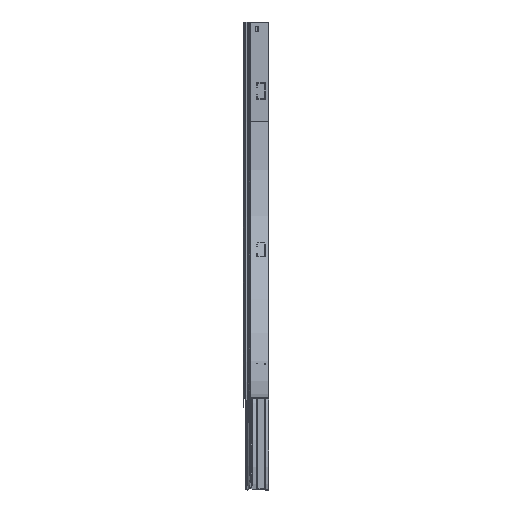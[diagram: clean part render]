
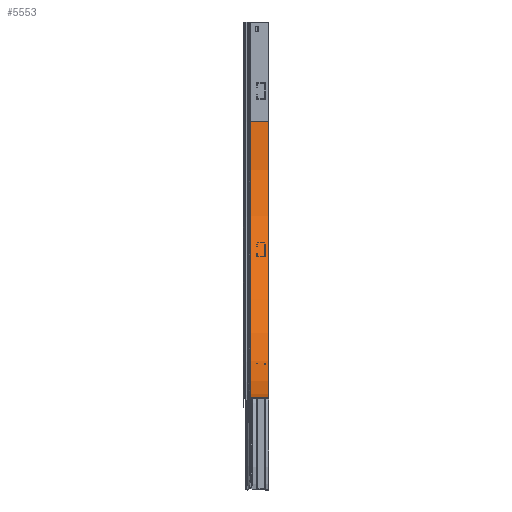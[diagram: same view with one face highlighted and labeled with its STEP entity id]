
A CAD part, left-side view. The second image highlights one B-rep face of the part: STEP entity #5553.
In plain terms, the highlighted cylindrical face has radius 600 mm (diameter 1200 mm), a partial arc.
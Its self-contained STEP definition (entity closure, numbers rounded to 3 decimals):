
#565 = EDGE_CURVE ( 'NONE', #7020, #2747, #6536, .T. ) ;
#580 = CARTESIAN_POINT ( 'NONE',  ( 0., 39.499, 0. ) ) ;
#650 = CARTESIAN_POINT ( 'NONE',  ( 0., 0., 0. ) ) ;
#882 = DIRECTION ( 'NONE',  ( 0., 1., 0. ) ) ;
#997 = LINE ( 'NONE', #5882, #1557 ) ;
#1060 = ORIENTED_EDGE ( 'NONE', *, *, #565, .T. ) ;
#1168 = CARTESIAN_POINT ( 'NONE',  ( 600., 0., 0. ) ) ;
#1308 = AXIS2_PLACEMENT_3D ( 'NONE', #1430, #882, #2036 ) ;
#1336 = AXIS2_PLACEMENT_3D ( 'NONE', #650, #7187, #3499 ) ;
#1430 = CARTESIAN_POINT ( 'NONE',  ( 0., 0., 0. ) ) ;
#1557 = VECTOR ( 'NONE', #2123, 1000. ) ;
#2036 = DIRECTION ( 'NONE',  ( 0., 0., 1. ) ) ;
#2123 = DIRECTION ( 'NONE',  ( 0., 1., 0. ) ) ;
#2251 = VERTEX_POINT ( 'NONE', #5991 ) ;
#2440 = VERTEX_POINT ( 'NONE', #5651 ) ;
#2747 = VERTEX_POINT ( 'NONE', #1168 ) ;
#3243 = CARTESIAN_POINT ( 'NONE',  ( 0., 0., -600. ) ) ;
#3456 = VECTOR ( 'NONE', #7116, 1000. ) ;
#3499 = DIRECTION ( 'NONE',  ( 1., 0., 0. ) ) ;
#3519 = FACE_OUTER_BOUND ( 'NONE', #5810, .T. ) ;
#3575 = CARTESIAN_POINT ( 'NONE',  ( 600., 2.2, 0. ) ) ;
#3612 = CYLINDRICAL_SURFACE ( 'NONE', #1308, 600. ) ;
#3766 = DIRECTION ( 'NONE',  ( 0., 1., 0. ) ) ;
#3902 = EDGE_CURVE ( 'NONE', #2747, #2440, #6636, .T. ) ;
#3963 = CIRCLE ( 'NONE', #5454, 600. ) ;
#4139 = DIRECTION ( 'NONE',  ( 1., 0., 0. ) ) ;
#5454 = AXIS2_PLACEMENT_3D ( 'NONE', #580, #3766, #4139 ) ;
#5553 = ADVANCED_FACE ( 'NONE', ( #3519 ), #3612, .F. ) ;
#5651 = CARTESIAN_POINT ( 'NONE',  ( 600., 39.499, 0. ) ) ;
#5810 = EDGE_LOOP ( 'NONE', ( #6008, #6235, #1060, #5855 ) ) ;
#5855 = ORIENTED_EDGE ( 'NONE', *, *, #3902, .T. ) ;
#5882 = CARTESIAN_POINT ( 'NONE',  ( 0., 2.2, -600. ) ) ;
#5991 = CARTESIAN_POINT ( 'NONE',  ( 0., 39.499, -600. ) ) ;
#6008 = ORIENTED_EDGE ( 'NONE', *, *, #7402, .T. ) ;
#6235 = ORIENTED_EDGE ( 'NONE', *, *, #6308, .F. ) ;
#6308 = EDGE_CURVE ( 'NONE', #7020, #2251, #997, .T. ) ;
#6536 = CIRCLE ( 'NONE', #1336, 600. ) ;
#6636 = LINE ( 'NONE', #3575, #3456 ) ;
#7020 = VERTEX_POINT ( 'NONE', #3243 ) ;
#7116 = DIRECTION ( 'NONE',  ( 0., 1., 0. ) ) ;
#7187 = DIRECTION ( 'NONE',  ( 0., -1., 0. ) ) ;
#7402 = EDGE_CURVE ( 'NONE', #2440, #2251, #3963, .T. ) ;
